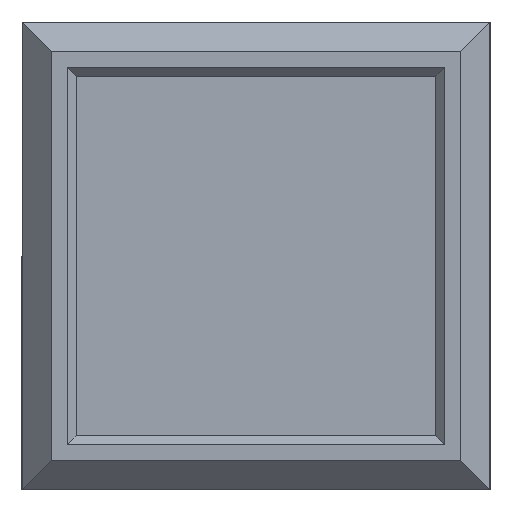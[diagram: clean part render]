
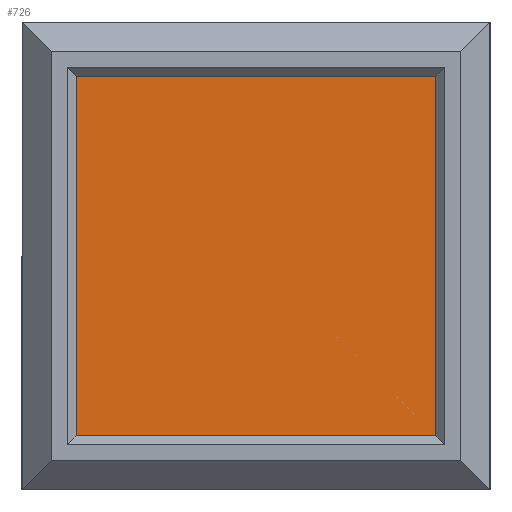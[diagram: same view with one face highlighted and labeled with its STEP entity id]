
A CAD part, left-side view. The second image highlights one B-rep face of the part: STEP entity #726.
In plain terms, the highlighted planar face has unit normal (-1, 0, 0).
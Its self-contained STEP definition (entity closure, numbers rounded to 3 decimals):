
#20 = DIRECTION ( 'NONE',  ( 1., 0., 0. ) ) ;
#32 = DIRECTION ( 'NONE',  ( 0., 0., -1. ) ) ;
#146 = DIRECTION ( 'NONE',  ( 0., 0., 1. ) ) ;
#221 = AXIS2_PLACEMENT_3D ( 'NONE', #1674, #20, #32 ) ;
#269 = LINE ( 'NONE', #277, #1089 ) ;
#277 = CARTESIAN_POINT ( 'NONE',  ( -1.75, -6.15, 1.85 ) ) ;
#419 = ORIENTED_EDGE ( 'NONE', *, *, #480, .T. ) ;
#480 = EDGE_CURVE ( 'NONE', #1107, #804, #269, .T. ) ;
#672 = DIRECTION ( 'NONE',  ( 0., 0., -1. ) ) ;
#685 = VECTOR ( 'NONE', #146, 1000. ) ;
#696 = LINE ( 'NONE', #2317, #914 ) ;
#722 = ORIENTED_EDGE ( 'NONE', *, *, #2232, .T. ) ;
#726 = ADVANCED_FACE ( 'NONE', ( #1509 ), #928, .F. ) ;
#790 = ORIENTED_EDGE ( 'NONE', *, *, #1317, .T. ) ;
#804 = VERTEX_POINT ( 'NONE', #2245 ) ;
#829 = DIRECTION ( 'NONE',  ( 0., 1., 0. ) ) ;
#875 = CARTESIAN_POINT ( 'NONE',  ( -1.75, 6.15, 14.15 ) ) ;
#901 = EDGE_LOOP ( 'NONE', ( #790, #1365, #419, #722 ) ) ;
#914 = VECTOR ( 'NONE', #672, 1000. ) ;
#928 = PLANE ( 'NONE',  #221 ) ;
#933 = VECTOR ( 'NONE', #829, 1000. ) ;
#989 = DIRECTION ( 'NONE',  ( 0., -1., 0. ) ) ;
#1089 = VECTOR ( 'NONE', #989, 1000. ) ;
#1107 = VERTEX_POINT ( 'NONE', #1993 ) ;
#1317 = EDGE_CURVE ( 'NONE', #1776, #1515, #2104, .T. ) ;
#1360 = CARTESIAN_POINT ( 'NONE',  ( -1.75, -6.15, 14.15 ) ) ;
#1365 = ORIENTED_EDGE ( 'NONE', *, *, #2217, .T. ) ;
#1509 = FACE_OUTER_BOUND ( 'NONE', #901, .T. ) ;
#1515 = VERTEX_POINT ( 'NONE', #875 ) ;
#1674 = CARTESIAN_POINT ( 'NONE',  ( -1.75, 0., 0. ) ) ;
#1776 = VERTEX_POINT ( 'NONE', #1867 ) ;
#1782 = CARTESIAN_POINT ( 'NONE',  ( -1.75, -6.15, 1.85 ) ) ;
#1867 = CARTESIAN_POINT ( 'NONE',  ( -1.75, -6.15, 14.15 ) ) ;
#1949 = LINE ( 'NONE', #1782, #685 ) ;
#1993 = CARTESIAN_POINT ( 'NONE',  ( -1.75, 6.15, 1.85 ) ) ;
#2104 = LINE ( 'NONE', #1360, #933 ) ;
#2217 = EDGE_CURVE ( 'NONE', #1515, #1107, #696, .T. ) ;
#2232 = EDGE_CURVE ( 'NONE', #804, #1776, #1949, .T. ) ;
#2245 = CARTESIAN_POINT ( 'NONE',  ( -1.75, -6.15, 1.85 ) ) ;
#2317 = CARTESIAN_POINT ( 'NONE',  ( -1.75, 6.15, 1.85 ) ) ;
